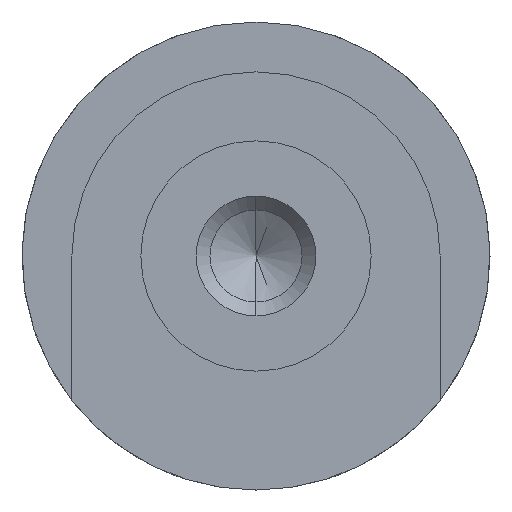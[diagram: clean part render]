
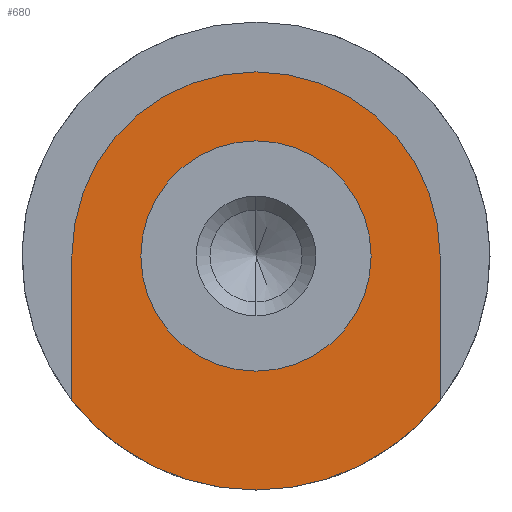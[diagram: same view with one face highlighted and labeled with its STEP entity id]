
A CAD part, left-side view. The second image highlights one B-rep face of the part: STEP entity #680.
In plain terms, the highlighted planar face has unit normal (-1, 0, 0).
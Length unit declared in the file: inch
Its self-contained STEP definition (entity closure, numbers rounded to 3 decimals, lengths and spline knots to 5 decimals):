
#16 = CARTESIAN_POINT ( 'NONE',  ( 0., -0.3935, 0. ) ) ;
#28 = VERTEX_POINT ( 'NONE', #521 ) ;
#89 = LINE ( 'NONE', #228, #628 ) ;
#152 = CARTESIAN_POINT ( 'NONE',  ( 0., 0.246, 0. ) ) ;
#158 = DIRECTION ( 'NONE',  ( 0., 0., 1. ) ) ;
#180 = LINE ( 'NONE', #413, #986 ) ;
#184 = CARTESIAN_POINT ( 'NONE',  ( 0., 0., -0.5 ) ) ;
#194 = CIRCLE ( 'NONE', #498, 0.246 ) ;
#201 = DIRECTION ( 'NONE',  ( 0., 0., 1. ) ) ;
#209 = EDGE_LOOP ( 'NONE', ( #902, #704, #494, #665, #402 ) ) ;
#228 = CARTESIAN_POINT ( 'NONE',  ( 0., 0.3935, 0. ) ) ;
#234 = FACE_OUTER_BOUND ( 'NONE', #209, .T. ) ;
#263 = VERTEX_POINT ( 'NONE', #507 ) ;
#273 = CARTESIAN_POINT ( 'NONE',  ( 0., 0.3935, 0. ) ) ;
#279 = EDGE_CURVE ( 'NONE', #773, #263, #180, .T. ) ;
#306 = DIRECTION ( 'NONE',  ( -1., 0., 0. ) ) ;
#311 = CARTESIAN_POINT ( 'NONE',  ( 0., 0.5, 0. ) ) ;
#341 = EDGE_CURVE ( 'NONE', #551, #670, #793, .T. ) ;
#360 = VERTEX_POINT ( 'NONE', #184 ) ;
#375 = VERTEX_POINT ( 'NONE', #273 ) ;
#399 = DIRECTION ( 'NONE',  ( 0., 0., -1. ) ) ;
#402 = ORIENTED_EDGE ( 'NONE', *, *, #934, .T. ) ;
#404 = DIRECTION ( 'NONE',  ( -1., 0., 0. ) ) ;
#413 = CARTESIAN_POINT ( 'NONE',  ( 0., -0.3935, 0. ) ) ;
#414 = CIRCLE ( 'NONE', #956, 0.5 ) ;
#448 = ORIENTED_EDGE ( 'NONE', *, *, #341, .F. ) ;
#453 = EDGE_CURVE ( 'NONE', #28, #360, #713, .T. ) ;
#486 = DIRECTION ( 'NONE',  ( -1., 0., 0. ) ) ;
#494 = ORIENTED_EDGE ( 'NONE', *, *, #533, .T. ) ;
#498 = AXIS2_PLACEMENT_3D ( 'NONE', #549, #404, #795 ) ;
#507 = CARTESIAN_POINT ( 'NONE',  ( 0., -0.3935, -0.30848 ) ) ;
#521 = CARTESIAN_POINT ( 'NONE',  ( 0., 0.3935, -0.30848 ) ) ;
#527 = AXIS2_PLACEMENT_3D ( 'NONE', #806, #967, #974 ) ;
#533 = EDGE_CURVE ( 'NONE', #360, #263, #414, .T. ) ;
#549 = CARTESIAN_POINT ( 'NONE',  ( 0., 0., 0. ) ) ;
#551 = VERTEX_POINT ( 'NONE', #638 ) ;
#564 = AXIS2_PLACEMENT_3D ( 'NONE', #311, #633, #715 ) ;
#567 = CARTESIAN_POINT ( 'NONE',  ( 0., 0., 0. ) ) ;
#586 = DIRECTION ( 'NONE',  ( 0., 0., -1. ) ) ;
#624 = AXIS2_PLACEMENT_3D ( 'NONE', #567, #486, #798 ) ;
#628 = VECTOR ( 'NONE', #399, 39.37008 ) ;
#633 = DIRECTION ( 'NONE',  ( 1., 0., 0. ) ) ;
#636 = EDGE_LOOP ( 'NONE', ( #685, #448 ) ) ;
#638 = CARTESIAN_POINT ( 'NONE',  ( 0., -0.246, 0. ) ) ;
#640 = EDGE_CURVE ( 'NONE', #375, #28, #89, .T. ) ;
#654 = EDGE_CURVE ( 'NONE', #670, #551, #194, .T. ) ;
#665 = ORIENTED_EDGE ( 'NONE', *, *, #279, .F. ) ;
#670 = VERTEX_POINT ( 'NONE', #152 ) ;
#680 = ADVANCED_FACE ( 'NONE', ( #702, #234 ), #1016, .F. ) ;
#685 = ORIENTED_EDGE ( 'NONE', *, *, #654, .F. ) ;
#702 = FACE_BOUND ( 'NONE', #636, .T. ) ;
#704 = ORIENTED_EDGE ( 'NONE', *, *, #453, .T. ) ;
#713 = CIRCLE ( 'NONE', #730, 0.5 ) ;
#715 = DIRECTION ( 'NONE',  ( 0., 0., -1. ) ) ;
#730 = AXIS2_PLACEMENT_3D ( 'NONE', #756, #830, #201 ) ;
#756 = CARTESIAN_POINT ( 'NONE',  ( 0., 0., 0. ) ) ;
#773 = VERTEX_POINT ( 'NONE', #16 ) ;
#793 = CIRCLE ( 'NONE', #527, 0.246 ) ;
#795 = DIRECTION ( 'NONE',  ( 0., -1., 0. ) ) ;
#798 = DIRECTION ( 'NONE',  ( 0., -1., 0. ) ) ;
#806 = CARTESIAN_POINT ( 'NONE',  ( 0., 0., 0. ) ) ;
#830 = DIRECTION ( 'NONE',  ( -1., 0., 0. ) ) ;
#870 = CIRCLE ( 'NONE', #624, 0.3935 ) ;
#902 = ORIENTED_EDGE ( 'NONE', *, *, #640, .T. ) ;
#934 = EDGE_CURVE ( 'NONE', #773, #375, #870, .T. ) ;
#956 = AXIS2_PLACEMENT_3D ( 'NONE', #1010, #306, #158 ) ;
#967 = DIRECTION ( 'NONE',  ( -1., 0., 0. ) ) ;
#974 = DIRECTION ( 'NONE',  ( 0., -1., 0. ) ) ;
#986 = VECTOR ( 'NONE', #586, 39.37008 ) ;
#1010 = CARTESIAN_POINT ( 'NONE',  ( 0., 0., 0. ) ) ;
#1016 = PLANE ( 'NONE',  #564 ) ;
